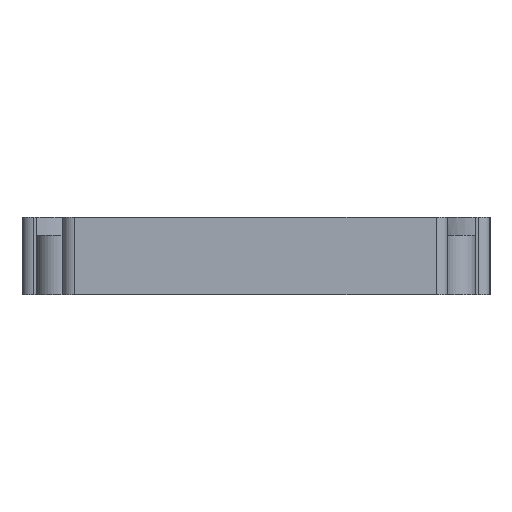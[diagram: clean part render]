
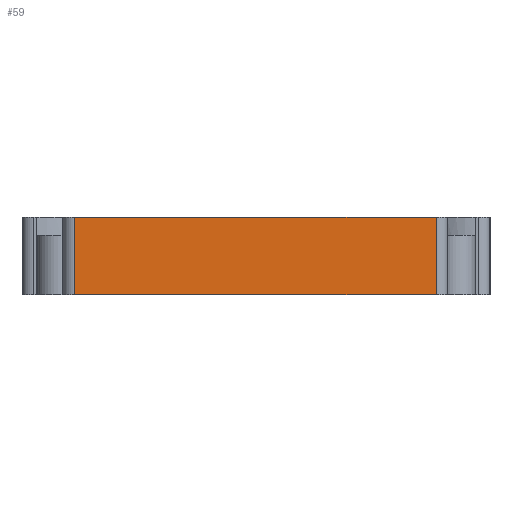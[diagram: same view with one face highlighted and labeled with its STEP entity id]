
A CAD part, front view. The second image highlights one B-rep face of the part: STEP entity #59.
In plain terms, the highlighted planar face has unit normal (0, -1, 0).
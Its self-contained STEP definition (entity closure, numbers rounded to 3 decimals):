
#21 = EDGE_CURVE('',#22,#24,#26,.T.);
#22 = VERTEX_POINT('',#23);
#23 = CARTESIAN_POINT('',(-107.1,-77.4,0.));
#24 = VERTEX_POINT('',#25);
#25 = CARTESIAN_POINT('',(-107.1,-77.4,13.));
#26 = LINE('',#27,#28);
#27 = CARTESIAN_POINT('',(-107.1,-77.4,0.));
#28 = VECTOR('',#29,1.);
#29 = DIRECTION('',(0.,0.,1.));
#59 = ADVANCED_FACE('',(#60),#85,.F.);
#60 = FACE_BOUND('',#61,.F.);
#61 = EDGE_LOOP('',(#62,#72,#78,#79));
#62 = ORIENTED_EDGE('',*,*,#63,.T.);
#63 = EDGE_CURVE('',#64,#66,#68,.T.);
#64 = VERTEX_POINT('',#65);
#65 = CARTESIAN_POINT('',(-168.1,-77.4,0.));
#66 = VERTEX_POINT('',#67);
#67 = CARTESIAN_POINT('',(-168.1,-77.4,13.));
#68 = LINE('',#69,#70);
#69 = CARTESIAN_POINT('',(-168.1,-77.4,0.));
#70 = VECTOR('',#71,1.);
#71 = DIRECTION('',(0.,0.,1.));
#72 = ORIENTED_EDGE('',*,*,#73,.T.);
#73 = EDGE_CURVE('',#66,#24,#74,.T.);
#74 = LINE('',#75,#76);
#75 = CARTESIAN_POINT('',(-168.1,-77.4,13.));
#76 = VECTOR('',#77,1.);
#77 = DIRECTION('',(1.,0.,0.));
#78 = ORIENTED_EDGE('',*,*,#21,.F.);
#79 = ORIENTED_EDGE('',*,*,#80,.F.);
#80 = EDGE_CURVE('',#64,#22,#81,.T.);
#81 = LINE('',#82,#83);
#82 = CARTESIAN_POINT('',(-168.1,-77.4,0.));
#83 = VECTOR('',#84,1.);
#84 = DIRECTION('',(1.,0.,0.));
#85 = PLANE('',#86);
#86 = AXIS2_PLACEMENT_3D('',#87,#88,#89);
#87 = CARTESIAN_POINT('',(-168.1,-77.4,0.));
#88 = DIRECTION('',(0.,1.,0.));
#89 = DIRECTION('',(1.,0.,0.));
